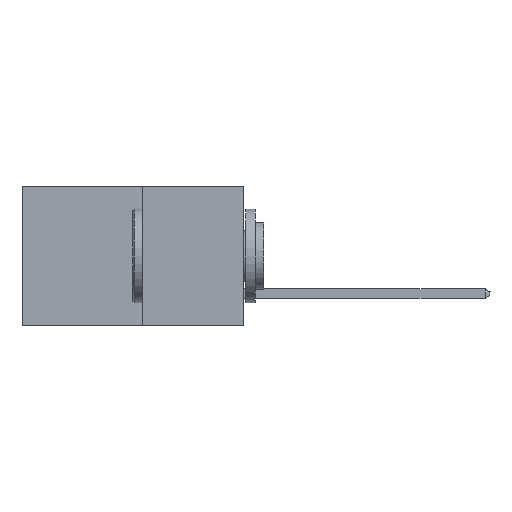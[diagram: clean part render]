
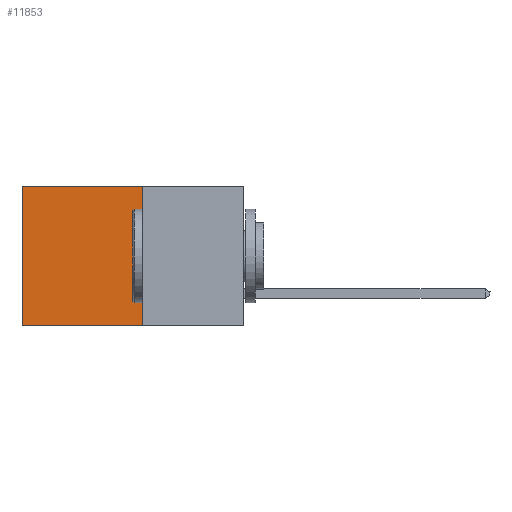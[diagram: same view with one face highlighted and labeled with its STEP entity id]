
A CAD part, left-side view. The second image highlights one B-rep face of the part: STEP entity #11853.
In plain terms, the highlighted planar face has unit normal (-1, 0, 0).
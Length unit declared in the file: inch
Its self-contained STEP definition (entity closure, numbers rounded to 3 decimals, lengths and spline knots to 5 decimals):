
#1500 = LINE ( 'NONE', #14032, #16731 ) ;
#2475 = DIRECTION ( 'NONE',  ( 1., 0., 0. ) ) ;
#2711 = CARTESIAN_POINT ( 'NONE',  ( 0.277, 0.27, -0.37 ) ) ;
#3315 = ORIENTED_EDGE ( 'NONE', *, *, #14568, .F. ) ;
#4207 = ORIENTED_EDGE ( 'NONE', *, *, #14355, .T. ) ;
#4806 = CARTESIAN_POINT ( 'NONE',  ( 0.277, 0.27, 0. ) ) ;
#5756 = ORIENTED_EDGE ( 'NONE', *, *, #7894, .T. ) ;
#5987 = VERTEX_POINT ( 'NONE', #9057 ) ;
#7242 = VERTEX_POINT ( 'NONE', #4806 ) ;
#7254 = CARTESIAN_POINT ( 'NONE',  ( 0.277, 0.27, -0.37 ) ) ;
#7354 = CARTESIAN_POINT ( 'NONE',  ( 0.277, 0.59, -0.37 ) ) ;
#7677 = VECTOR ( 'NONE', #14119, 39.37008 ) ;
#7894 = EDGE_CURVE ( 'NONE', #5987, #16537, #15938, .T. ) ;
#8316 = VECTOR ( 'NONE', #12535, 39.37008 ) ;
#9057 = CARTESIAN_POINT ( 'NONE',  ( 0.277, 0.59, 0. ) ) ;
#9323 = DIRECTION ( 'NONE',  ( 0., 1., 0. ) ) ;
#10442 = EDGE_CURVE ( 'NONE', #17804, #16537, #1500, .T. ) ;
#11047 = CARTESIAN_POINT ( 'NONE',  ( 0.277, 0.27, -0.37 ) ) ;
#11853 = ADVANCED_FACE ( 'NONE', ( #18219 ), #16732, .F. ) ;
#12501 = DIRECTION ( 'NONE',  ( 0., 0., -1. ) ) ;
#12535 = DIRECTION ( 'NONE',  ( 0., 0., -1. ) ) ;
#12604 = CARTESIAN_POINT ( 'NONE',  ( 0.277, 0.59, -0.37 ) ) ;
#13847 = ORIENTED_EDGE ( 'NONE', *, *, #10442, .F. ) ;
#14032 = CARTESIAN_POINT ( 'NONE',  ( 0.277, 0.27, -0.37 ) ) ;
#14119 = DIRECTION ( 'NONE',  ( 0., 0., -1. ) ) ;
#14355 = EDGE_CURVE ( 'NONE', #7242, #5987, #15544, .T. ) ;
#14455 = EDGE_LOOP ( 'NONE', ( #5756, #13847, #3315, #4207 ) ) ;
#14568 = EDGE_CURVE ( 'NONE', #7242, #17804, #16182, .T. ) ;
#15479 = AXIS2_PLACEMENT_3D ( 'NONE', #11047, #2475, #12501 ) ;
#15544 = LINE ( 'NONE', #16459, #15977 ) ;
#15938 = LINE ( 'NONE', #12604, #8316 ) ;
#15977 = VECTOR ( 'NONE', #9323, 39.37008 ) ;
#16182 = LINE ( 'NONE', #2711, #7677 ) ;
#16459 = CARTESIAN_POINT ( 'NONE',  ( 0.277, 0.27, 0. ) ) ;
#16537 = VERTEX_POINT ( 'NONE', #7354 ) ;
#16731 = VECTOR ( 'NONE', #18296, 39.37008 ) ;
#16732 = PLANE ( 'NONE',  #15479 ) ;
#17804 = VERTEX_POINT ( 'NONE', #7254 ) ;
#18219 = FACE_OUTER_BOUND ( 'NONE', #14455, .T. ) ;
#18296 = DIRECTION ( 'NONE',  ( 0., 1., 0. ) ) ;
